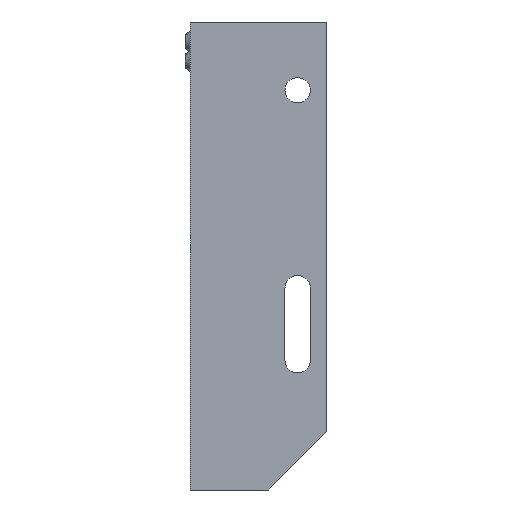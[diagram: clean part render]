
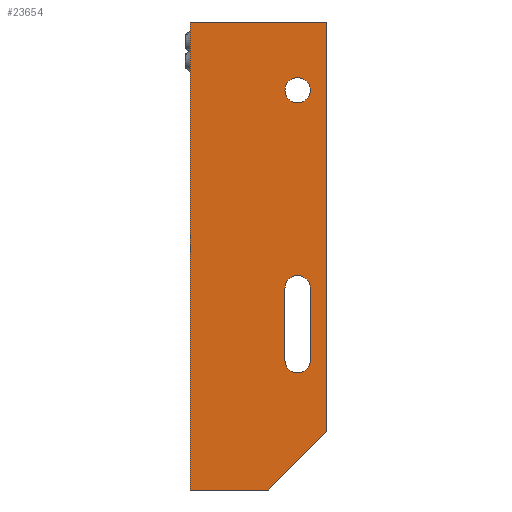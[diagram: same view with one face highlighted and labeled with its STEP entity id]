
A CAD part, left-side view. The second image highlights one B-rep face of the part: STEP entity #23654.
In plain terms, the highlighted planar face has unit normal (-1, 0, 0).
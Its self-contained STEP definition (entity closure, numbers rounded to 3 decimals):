
#117 = VECTOR ( 'NONE', #20724, 1000. ) ;
#171 = DIRECTION ( 'NONE',  ( 0., -1., 0. ) ) ;
#866 = VERTEX_POINT ( 'NONE', #1591 ) ;
#1401 = VERTEX_POINT ( 'NONE', #11336 ) ;
#1583 = CARTESIAN_POINT ( 'NONE',  ( -350., 21.5, -173.5 ) ) ;
#1591 = CARTESIAN_POINT ( 'NONE',  ( -350., 15., -180. ) ) ;
#1861 = DIRECTION ( 'NONE',  ( 0., 0., -1. ) ) ;
#1879 = VERTEX_POINT ( 'NONE', #3657 ) ;
#2316 = DIRECTION ( 'NONE',  ( 1., 0., 0. ) ) ;
#2408 = CARTESIAN_POINT ( 'NONE',  ( -350., 70., 0. ) ) ;
#2514 = VERTEX_POINT ( 'NONE', #24703 ) ;
#2662 = PLANE ( 'NONE',  #5695 ) ;
#2742 = DIRECTION ( 'NONE',  ( 0., 0., -1. ) ) ;
#2789 = CARTESIAN_POINT ( 'NONE',  ( -350., 70., 0. ) ) ;
#3657 = CARTESIAN_POINT ( 'NONE',  ( -350., 8.5, -173.5 ) ) ;
#3788 = CIRCLE ( 'NONE', #17071, 6.5 ) ;
#3822 = CARTESIAN_POINT ( 'NONE',  ( -350., 15., -35. ) ) ;
#4092 = VERTEX_POINT ( 'NONE', #20637 ) ;
#4253 = LINE ( 'NONE', #14245, #117 ) ;
#4530 = VERTEX_POINT ( 'NONE', #1583 ) ;
#4941 = EDGE_CURVE ( 'NONE', #17892, #4092, #11234, .T. ) ;
#5231 = VERTEX_POINT ( 'NONE', #26090 ) ;
#5307 = CIRCLE ( 'NONE', #17316, 6.5 ) ;
#5394 = EDGE_CURVE ( 'NONE', #20410, #16400, #22040, .T. ) ;
#5597 = VECTOR ( 'NONE', #6501, 1000. ) ;
#5695 = AXIS2_PLACEMENT_3D ( 'NONE', #8611, #14871, #18873 ) ;
#5963 = AXIS2_PLACEMENT_3D ( 'NONE', #24900, #20518, #10364 ) ;
#5983 = CARTESIAN_POINT ( 'NONE',  ( -350., 0., 0. ) ) ;
#6126 = ORIENTED_EDGE ( 'NONE', *, *, #18266, .F. ) ;
#6130 = CARTESIAN_POINT ( 'NONE',  ( -350., 21.5, -136.5 ) ) ;
#6501 = DIRECTION ( 'NONE',  ( 0., 0., -1. ) ) ;
#6731 = FACE_BOUND ( 'NONE', #18339, .T. ) ;
#6753 = CARTESIAN_POINT ( 'NONE',  ( -350., 30., -240. ) ) ;
#6848 = DIRECTION ( 'NONE',  ( 1., 0., 0. ) ) ;
#6909 = ORIENTED_EDGE ( 'NONE', *, *, #4941, .F. ) ;
#7853 = EDGE_CURVE ( 'NONE', #4530, #11717, #11599, .T. ) ;
#8004 = ORIENTED_EDGE ( 'NONE', *, *, #13089, .T. ) ;
#8611 = CARTESIAN_POINT ( 'NONE',  ( -350., 0., 0. ) ) ;
#9036 = VECTOR ( 'NONE', #14316, 1000. ) ;
#9037 = DIRECTION ( 'NONE',  ( 0., 0., -1. ) ) ;
#9280 = ORIENTED_EDGE ( 'NONE', *, *, #13793, .F. ) ;
#9606 = LINE ( 'NONE', #10667, #12459 ) ;
#10009 = ORIENTED_EDGE ( 'NONE', *, *, #21702, .F. ) ;
#10085 = EDGE_LOOP ( 'NONE', ( #12691, #23866, #13485, #10707, #15395 ) ) ;
#10344 = CIRCLE ( 'NONE', #17108, 6.5 ) ;
#10364 = DIRECTION ( 'NONE',  ( 0., 0., -1. ) ) ;
#10597 = ORIENTED_EDGE ( 'NONE', *, *, #5394, .F. ) ;
#10667 = CARTESIAN_POINT ( 'NONE',  ( -350., 8.5, -136.5 ) ) ;
#10707 = ORIENTED_EDGE ( 'NONE', *, *, #7853, .T. ) ;
#11234 = LINE ( 'NONE', #25198, #21733 ) ;
#11336 = CARTESIAN_POINT ( 'NONE',  ( -350., 15., -41.5 ) ) ;
#11599 = LINE ( 'NONE', #26355, #9036 ) ;
#11717 = VERTEX_POINT ( 'NONE', #6130 ) ;
#11758 = DIRECTION ( 'NONE',  ( 0., 0., -1. ) ) ;
#12459 = VECTOR ( 'NONE', #2742, 1000. ) ;
#12691 = ORIENTED_EDGE ( 'NONE', *, *, #23707, .T. ) ;
#12899 = CIRCLE ( 'NONE', #14409, 6.5 ) ;
#13089 = EDGE_CURVE ( 'NONE', #1401, #2514, #5307, .T. ) ;
#13485 = ORIENTED_EDGE ( 'NONE', *, *, #16398, .T. ) ;
#13793 = EDGE_CURVE ( 'NONE', #16400, #16232, #23151, .T. ) ;
#14245 = CARTESIAN_POINT ( 'NONE',  ( -350., 30., -240. ) ) ;
#14316 = DIRECTION ( 'NONE',  ( 0., 0., 1. ) ) ;
#14409 = AXIS2_PLACEMENT_3D ( 'NONE', #15132, #21242, #9037 ) ;
#14411 = EDGE_CURVE ( 'NONE', #1879, #866, #12899, .T. ) ;
#14871 = DIRECTION ( 'NONE',  ( 1., 0., 0. ) ) ;
#14992 = DIRECTION ( 'NONE',  ( 0., 0., -1. ) ) ;
#15067 = EDGE_CURVE ( 'NONE', #11717, #5231, #3788, .T. ) ;
#15087 = CARTESIAN_POINT ( 'NONE',  ( -350., 15., -136.5 ) ) ;
#15132 = CARTESIAN_POINT ( 'NONE',  ( -350., 15., -173.5 ) ) ;
#15395 = ORIENTED_EDGE ( 'NONE', *, *, #15067, .T. ) ;
#15742 = CARTESIAN_POINT ( 'NONE',  ( -350., 0., -210. ) ) ;
#16232 = VERTEX_POINT ( 'NONE', #15742 ) ;
#16398 = EDGE_CURVE ( 'NONE', #866, #4530, #20294, .T. ) ;
#16400 = VERTEX_POINT ( 'NONE', #22484 ) ;
#16567 = CARTESIAN_POINT ( 'NONE',  ( -350., 15., -35. ) ) ;
#16616 = FACE_OUTER_BOUND ( 'NONE', #23315, .T. ) ;
#17071 = AXIS2_PLACEMENT_3D ( 'NONE', #15087, #6848, #14992 ) ;
#17108 = AXIS2_PLACEMENT_3D ( 'NONE', #3822, #21993, #11758 ) ;
#17316 = AXIS2_PLACEMENT_3D ( 'NONE', #16567, #2316, #1861 ) ;
#17892 = VERTEX_POINT ( 'NONE', #6753 ) ;
#18012 = EDGE_CURVE ( 'NONE', #2514, #1401, #10344, .T. ) ;
#18266 = EDGE_CURVE ( 'NONE', #16232, #17892, #4253, .T. ) ;
#18339 = EDGE_LOOP ( 'NONE', ( #8004, #25632 ) ) ;
#18873 = DIRECTION ( 'NONE',  ( 0., 0., 1. ) ) ;
#18967 = DIRECTION ( 'NONE',  ( 0., 1., 0. ) ) ;
#19455 = LINE ( 'NONE', #2408, #25212 ) ;
#20294 = CIRCLE ( 'NONE', #5963, 6.5 ) ;
#20410 = VERTEX_POINT ( 'NONE', #2789 ) ;
#20518 = DIRECTION ( 'NONE',  ( 1., 0., 0. ) ) ;
#20637 = CARTESIAN_POINT ( 'NONE',  ( -350., 70., -240. ) ) ;
#20648 = DIRECTION ( 'NONE',  ( 0., 0., 1. ) ) ;
#20724 = DIRECTION ( 'NONE',  ( 0., 0.707, -0.707 ) ) ;
#20846 = CARTESIAN_POINT ( 'NONE',  ( -350., 0., -210. ) ) ;
#21242 = DIRECTION ( 'NONE',  ( 1., 0., 0. ) ) ;
#21702 = EDGE_CURVE ( 'NONE', #4092, #20410, #19455, .T. ) ;
#21733 = VECTOR ( 'NONE', #18967, 1000. ) ;
#21993 = DIRECTION ( 'NONE',  ( 1., 0., 0. ) ) ;
#22025 = FACE_BOUND ( 'NONE', #10085, .T. ) ;
#22040 = LINE ( 'NONE', #5983, #22991 ) ;
#22484 = CARTESIAN_POINT ( 'NONE',  ( -350., 0., 0. ) ) ;
#22991 = VECTOR ( 'NONE', #171, 1000. ) ;
#23151 = LINE ( 'NONE', #20846, #5597 ) ;
#23315 = EDGE_LOOP ( 'NONE', ( #9280, #10597, #10009, #6909, #6126 ) ) ;
#23654 = ADVANCED_FACE ( 'NONE', ( #22025, #6731, #16616 ), #2662, .F. ) ;
#23707 = EDGE_CURVE ( 'NONE', #5231, #1879, #9606, .T. ) ;
#23866 = ORIENTED_EDGE ( 'NONE', *, *, #14411, .T. ) ;
#24703 = CARTESIAN_POINT ( 'NONE',  ( -350., 15., -28.5 ) ) ;
#24900 = CARTESIAN_POINT ( 'NONE',  ( -350., 15., -173.5 ) ) ;
#25198 = CARTESIAN_POINT ( 'NONE',  ( -350., 70., -240. ) ) ;
#25212 = VECTOR ( 'NONE', #20648, 1000. ) ;
#25632 = ORIENTED_EDGE ( 'NONE', *, *, #18012, .T. ) ;
#26090 = CARTESIAN_POINT ( 'NONE',  ( -350., 8.5, -136.5 ) ) ;
#26355 = CARTESIAN_POINT ( 'NONE',  ( -350., 21.5, -173.5 ) ) ;
